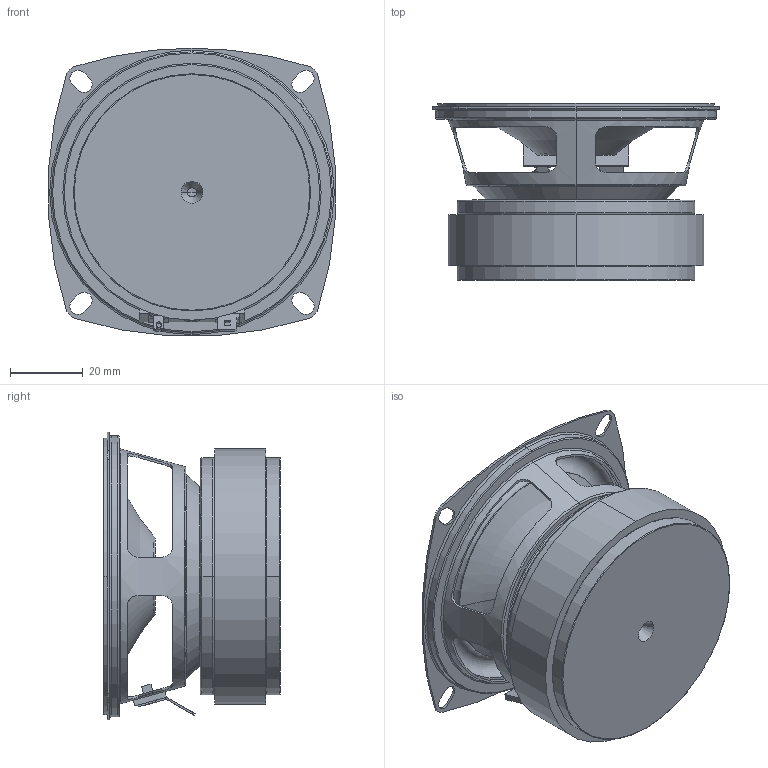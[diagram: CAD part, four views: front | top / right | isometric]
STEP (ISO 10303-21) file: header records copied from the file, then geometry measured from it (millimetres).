
FILE_DESCRIPTION (( 'STEP AP203' ), '1' );
FILE_NAME ('30FFX8-264B 3D drawing 20210323.STEP', '2021-03-23T06:21:36', ( '' ), ( '' ), 'SwSTEP 2.0', 'SolidWorks 2020', '' );
FILE_SCHEMA (( 'CONFIG_CONTROL_DESIGN' ));
Length unit declared in the file: millimetre
Products named in the file (1): 30FFX8-264B 3D drawing 20210323
Bounding box: 78.6 x 48.44 x 78.8 mm (x, y, z)
Surface area: 41310.9 mm2 (no closed solid volume)
Topology: 0 solids, 15 shells, 231 faces, 664 edges, 450 vertices
Faces by surface type: plane 111, cylinder 60, torus 42, cone 16, sphere 2
Entity records: 8179 total; most frequent: CARTESIAN_POINT 1968, DIRECTION 1320, ORIENTED_EDGE 1166, EDGE_CURVE 664, AXIS2_PLACEMENT_3D 482, VERTEX_POINT 450, VECTOR 356, LINE 356
